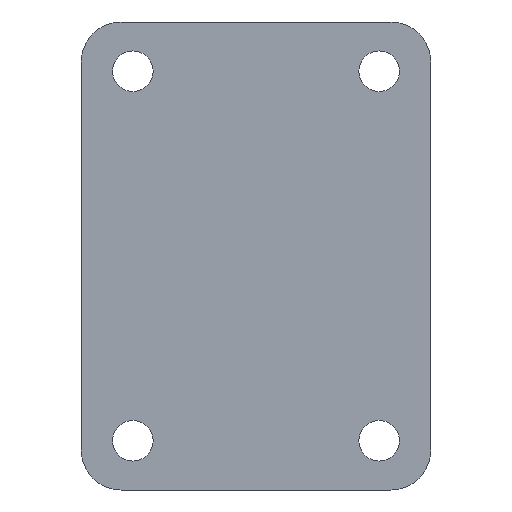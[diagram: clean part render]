
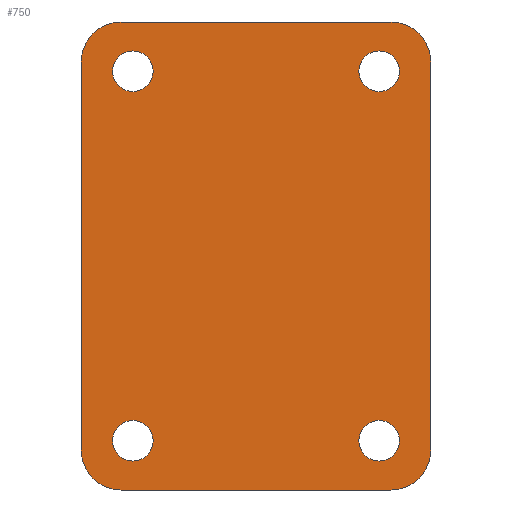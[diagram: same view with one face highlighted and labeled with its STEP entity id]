
A CAD part, front view. The second image highlights one B-rep face of the part: STEP entity #750.
In plain terms, the highlighted planar face has unit normal (0, -1, 0).
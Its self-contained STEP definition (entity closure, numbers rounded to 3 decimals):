
#33=FACE_BOUND('',#127,.T.);
#34=FACE_BOUND('',#128,.T.);
#35=FACE_BOUND('',#129,.T.);
#36=FACE_BOUND('',#130,.T.);
#43=PLANE('',#815);
#81=FACE_OUTER_BOUND('',#126,.T.);
#126=EDGE_LOOP('',(#544,#545,#546,#547,#548,#549,#550,#551));
#127=EDGE_LOOP('',(#552));
#128=EDGE_LOOP('',(#553));
#129=EDGE_LOOP('',(#554));
#130=EDGE_LOOP('',(#555));
#180=LINE('',#1094,#266);
#183=LINE('',#1100,#269);
#184=LINE('',#1104,#270);
#185=LINE('',#1108,#271);
#266=VECTOR('',#884,10.);
#269=VECTOR('',#889,10.);
#270=VECTOR('',#892,10.);
#271=VECTOR('',#895,10.);
#351=CIRCLE('',#813,3.25);
#352=CIRCLE('',#816,3.25);
#353=CIRCLE('',#817,3.25);
#354=CIRCLE('',#818,3.25);
#355=CIRCLE('',#819,1.65);
#356=CIRCLE('',#820,1.65);
#357=CIRCLE('',#821,1.65);
#358=CIRCLE('',#822,1.65);
#368=VERTEX_POINT('',#1087);
#369=VERTEX_POINT('',#1089);
#370=VERTEX_POINT('',#1093);
#372=VERTEX_POINT('',#1099);
#373=VERTEX_POINT('',#1101);
#374=VERTEX_POINT('',#1103);
#375=VERTEX_POINT('',#1105);
#376=VERTEX_POINT('',#1107);
#377=VERTEX_POINT('',#1110);
#378=VERTEX_POINT('',#1112);
#379=VERTEX_POINT('',#1114);
#380=VERTEX_POINT('',#1116);
#436=EDGE_CURVE('',#368,#369,#351,.T.);
#438=EDGE_CURVE('',#369,#370,#180,.T.);
#441=EDGE_CURVE('',#372,#368,#183,.T.);
#442=EDGE_CURVE('',#373,#372,#352,.T.);
#443=EDGE_CURVE('',#374,#373,#184,.T.);
#444=EDGE_CURVE('',#375,#374,#353,.T.);
#445=EDGE_CURVE('',#376,#375,#185,.T.);
#446=EDGE_CURVE('',#370,#376,#354,.T.);
#447=EDGE_CURVE('',#377,#377,#355,.T.);
#448=EDGE_CURVE('',#378,#378,#356,.T.);
#449=EDGE_CURVE('',#379,#379,#357,.T.);
#450=EDGE_CURVE('',#380,#380,#358,.T.);
#544=ORIENTED_EDGE('',*,*,#436,.F.);
#545=ORIENTED_EDGE('',*,*,#441,.F.);
#546=ORIENTED_EDGE('',*,*,#442,.F.);
#547=ORIENTED_EDGE('',*,*,#443,.F.);
#548=ORIENTED_EDGE('',*,*,#444,.F.);
#549=ORIENTED_EDGE('',*,*,#445,.F.);
#550=ORIENTED_EDGE('',*,*,#446,.F.);
#551=ORIENTED_EDGE('',*,*,#438,.F.);
#552=ORIENTED_EDGE('',*,*,#447,.T.);
#553=ORIENTED_EDGE('',*,*,#448,.T.);
#554=ORIENTED_EDGE('',*,*,#449,.T.);
#555=ORIENTED_EDGE('',*,*,#450,.T.);
#750=ADVANCED_FACE('',(#81,#33,#34,#35,#36),#43,.F.);
#813=AXIS2_PLACEMENT_3D('',#1090,#879,#880);
#815=AXIS2_PLACEMENT_3D('',#1098,#887,#888);
#816=AXIS2_PLACEMENT_3D('',#1102,#890,#891);
#817=AXIS2_PLACEMENT_3D('',#1106,#893,#894);
#818=AXIS2_PLACEMENT_3D('',#1109,#896,#897);
#819=AXIS2_PLACEMENT_3D('',#1111,#898,#899);
#820=AXIS2_PLACEMENT_3D('',#1113,#900,#901);
#821=AXIS2_PLACEMENT_3D('',#1115,#902,#903);
#822=AXIS2_PLACEMENT_3D('',#1117,#904,#905);
#879=DIRECTION('center_axis',(0.,1.,0.));
#880=DIRECTION('ref_axis',(0.707,0.,0.707));
#884=DIRECTION('',(0.,0.,-1.));
#887=DIRECTION('center_axis',(0.,1.,0.));
#888=DIRECTION('ref_axis',(1.,0.,0.));
#889=DIRECTION('',(1.,0.,0.));
#890=DIRECTION('center_axis',(0.,1.,0.));
#891=DIRECTION('ref_axis',(-0.707,0.,0.707));
#892=DIRECTION('',(0.,0.,1.));
#893=DIRECTION('center_axis',(0.,1.,0.));
#894=DIRECTION('ref_axis',(-0.707,0.,-0.707));
#895=DIRECTION('',(-1.,0.,0.));
#896=DIRECTION('center_axis',(0.,1.,0.));
#897=DIRECTION('ref_axis',(0.707,0.,-0.707));
#898=DIRECTION('center_axis',(0.,1.,0.));
#899=DIRECTION('ref_axis',(-1.,0.,0.));
#900=DIRECTION('center_axis',(0.,1.,0.));
#901=DIRECTION('ref_axis',(-1.,0.,0.));
#902=DIRECTION('center_axis',(0.,1.,0.));
#903=DIRECTION('ref_axis',(-1.,0.,0.));
#904=DIRECTION('center_axis',(0.,1.,0.));
#905=DIRECTION('ref_axis',(-1.,0.,0.));
#1087=CARTESIAN_POINT('',(10.95,0.,19.));
#1089=CARTESIAN_POINT('',(14.2,0.,15.75));
#1090=CARTESIAN_POINT('Origin',(10.95,0.,15.75));
#1093=CARTESIAN_POINT('',(14.2,0.,-15.75));
#1094=CARTESIAN_POINT('',(14.2,0.,19.));
#1098=CARTESIAN_POINT('Origin',(0.,0.,0.));
#1099=CARTESIAN_POINT('',(-10.95,0.,19.));
#1100=CARTESIAN_POINT('',(-14.2,0.,19.));
#1101=CARTESIAN_POINT('',(-14.2,0.,15.75));
#1102=CARTESIAN_POINT('Origin',(-10.95,0.,15.75));
#1103=CARTESIAN_POINT('',(-14.2,0.,-15.75));
#1104=CARTESIAN_POINT('',(-14.2,0.,-19.));
#1105=CARTESIAN_POINT('',(-10.95,0.,-19.));
#1106=CARTESIAN_POINT('Origin',(-10.95,0.,-15.75));
#1107=CARTESIAN_POINT('',(10.95,0.,-19.));
#1108=CARTESIAN_POINT('',(14.2,0.,-19.));
#1109=CARTESIAN_POINT('Origin',(10.95,0.,-15.75));
#1110=CARTESIAN_POINT('',(-8.35,0.,15.));
#1111=CARTESIAN_POINT('Origin',(-10.,0.,15.));
#1112=CARTESIAN_POINT('',(11.65,0.,15.));
#1113=CARTESIAN_POINT('Origin',(10.,0.,15.));
#1114=CARTESIAN_POINT('',(-8.35,0.,-15.));
#1115=CARTESIAN_POINT('Origin',(-10.,0.,-15.));
#1116=CARTESIAN_POINT('',(11.65,0.,-15.));
#1117=CARTESIAN_POINT('Origin',(10.,0.,-15.));
